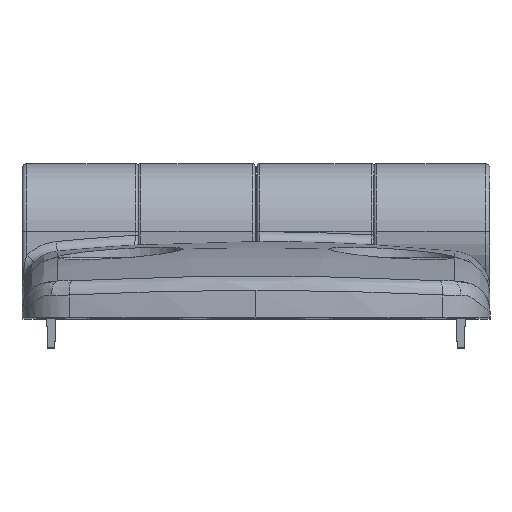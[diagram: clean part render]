
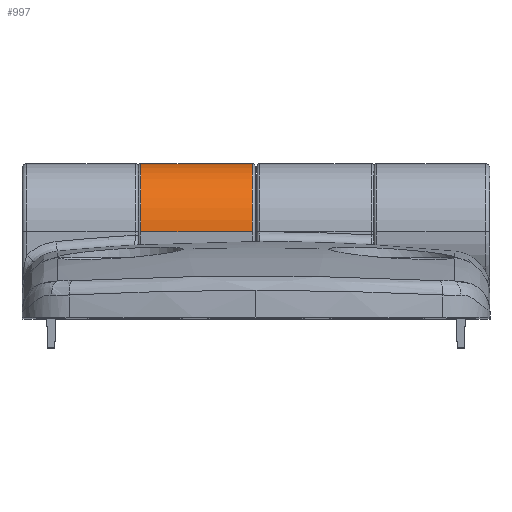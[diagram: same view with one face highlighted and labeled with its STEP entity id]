
A CAD part, top view. The second image highlights one B-rep face of the part: STEP entity #997.
In plain terms, the highlighted cylindrical face has radius 7 mm (diameter 14 mm), a partial arc.
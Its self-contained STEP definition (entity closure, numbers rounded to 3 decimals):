
#63 = ORIENTED_EDGE ( 'NONE', *, *, #5689, .T. ) ;
#163 = VECTOR ( 'NONE', #1479, 1000. ) ;
#305 = VERTEX_POINT ( 'NONE', #4901 ) ;
#332 = CARTESIAN_POINT ( 'NONE',  ( -0.4, 8.9, 0. ) ) ;
#392 = EDGE_CURVE ( 'NONE', #575, #5705, #1226, .T. ) ;
#575 = VERTEX_POINT ( 'NONE', #4532 ) ;
#837 = DIRECTION ( 'NONE',  ( 0., 0., -1. ) ) ;
#997 = ADVANCED_FACE ( 'NONE', ( #6234 ), #2065, .T. ) ;
#1032 = DIRECTION ( 'NONE',  ( -1., 0., 0. ) ) ;
#1226 = CIRCLE ( 'NONE', #4900, 7. ) ;
#1479 = DIRECTION ( 'NONE',  ( -1., 0., 0. ) ) ;
#1502 = LINE ( 'NONE', #2969, #163 ) ;
#1696 = ORIENTED_EDGE ( 'NONE', *, *, #3378, .T. ) ;
#1850 = LINE ( 'NONE', #4445, #5861 ) ;
#2036 = CARTESIAN_POINT ( 'NONE',  ( -0.4, 8.9, 7. ) ) ;
#2065 = CYLINDRICAL_SURFACE ( 'NONE', #5670, 7. ) ;
#2355 = DIRECTION ( 'NONE',  ( 1., 0., 0. ) ) ;
#2711 = VERTEX_POINT ( 'NONE', #2036 ) ;
#2969 = CARTESIAN_POINT ( 'NONE',  ( 24., 8.9, 7. ) ) ;
#3017 = AXIS2_PLACEMENT_3D ( 'NONE', #332, #3837, #837 ) ;
#3378 = EDGE_CURVE ( 'NONE', #305, #575, #1850, .T. ) ;
#3837 = DIRECTION ( 'NONE',  ( -1., 0., 0. ) ) ;
#4052 = CARTESIAN_POINT ( 'NONE',  ( 24., 8.9, 0. ) ) ;
#4341 = CARTESIAN_POINT ( 'NONE',  ( -11.8, 8.9, 7. ) ) ;
#4445 = CARTESIAN_POINT ( 'NONE',  ( 24., 8.9, -7. ) ) ;
#4532 = CARTESIAN_POINT ( 'NONE',  ( -11.8, 8.9, -7. ) ) ;
#4900 = AXIS2_PLACEMENT_3D ( 'NONE', #5374, #2355, #5872 ) ;
#4901 = CARTESIAN_POINT ( 'NONE',  ( -0.4, 8.9, -7. ) ) ;
#4988 = EDGE_LOOP ( 'NONE', ( #5473, #63, #1696, #6095 ) ) ;
#5026 = DIRECTION ( 'NONE',  ( 0., 0., 1. ) ) ;
#5274 = CIRCLE ( 'NONE', #3017, 7. ) ;
#5373 = EDGE_CURVE ( 'NONE', #2711, #5705, #1502, .T. ) ;
#5374 = CARTESIAN_POINT ( 'NONE',  ( -11.8, 8.9, 0. ) ) ;
#5472 = DIRECTION ( 'NONE',  ( -1., 0., 0. ) ) ;
#5473 = ORIENTED_EDGE ( 'NONE', *, *, #5373, .F. ) ;
#5670 = AXIS2_PLACEMENT_3D ( 'NONE', #4052, #1032, #5026 ) ;
#5689 = EDGE_CURVE ( 'NONE', #2711, #305, #5274, .T. ) ;
#5705 = VERTEX_POINT ( 'NONE', #4341 ) ;
#5861 = VECTOR ( 'NONE', #5472, 1000. ) ;
#5872 = DIRECTION ( 'NONE',  ( 0., 0., -1. ) ) ;
#6095 = ORIENTED_EDGE ( 'NONE', *, *, #392, .T. ) ;
#6234 = FACE_OUTER_BOUND ( 'NONE', #4988, .T. ) ;
